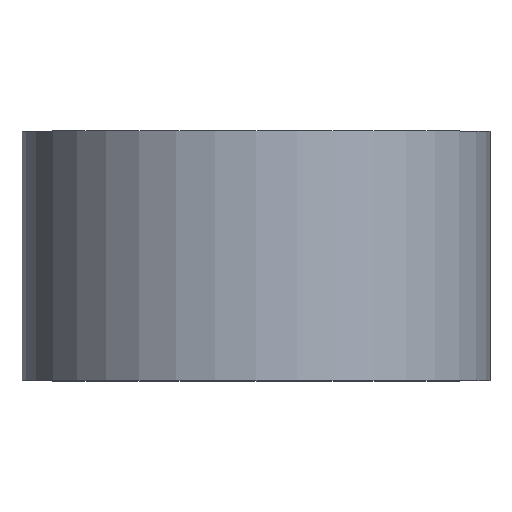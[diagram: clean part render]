
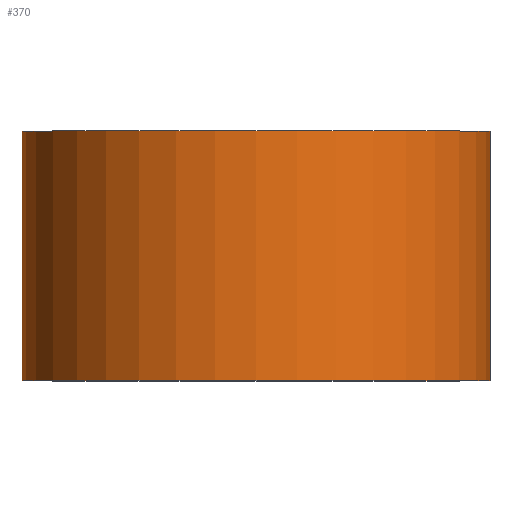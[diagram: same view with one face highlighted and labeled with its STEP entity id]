
A CAD part, top view. The second image highlights one B-rep face of the part: STEP entity #370.
In plain terms, the highlighted cylindrical face has radius 10.5 mm (diameter 21 mm), a full revolution.
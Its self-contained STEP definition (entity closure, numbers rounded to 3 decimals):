
#370 = ADVANCED_FACE( '', ( #891, #892 ), #893, .T. );
#891 = FACE_OUTER_BOUND( '', #1978, .T. );
#892 = FACE_OUTER_BOUND( '', #1979, .T. );
#893 = CYLINDRICAL_SURFACE( '', #1980, 10.5 );
#1978 = EDGE_LOOP( '', ( #12456 ) );
#1979 = EDGE_LOOP( '', ( #12457 ) );
#1980 = AXIS2_PLACEMENT_3D( '', #12458, #12459, #12460 );
#12456 = ORIENTED_EDGE( '', *, *, #13526, .T. );
#12457 = ORIENTED_EDGE( '', *, *, #13527, .F. );
#12458 = CARTESIAN_POINT( '', ( 0., -5.6, 0. ) );
#12459 = DIRECTION( '', ( 0., -1., 0. ) );
#12460 = DIRECTION( '', ( 0., 0., 1. ) );
#13526 = EDGE_CURVE( '', #13982, #13982, #13983, .T. );
#13527 = EDGE_CURVE( '', #13984, #13984, #13985, .T. );
#13982 = VERTEX_POINT( '', #14614 );
#13983 = CIRCLE( '', #14615, 10.5 );
#13984 = VERTEX_POINT( '', #14616 );
#13985 = CIRCLE( '', #14617, 10.5 );
#14614 = CARTESIAN_POINT( '', ( 10.5, -5.6, 0. ) );
#14615 = AXIS2_PLACEMENT_3D( '', #15261, #15262, #15263 );
#14616 = CARTESIAN_POINT( '', ( 10.5, 5.6, 0. ) );
#14617 = AXIS2_PLACEMENT_3D( '', #15264, #15265, #15266 );
#15261 = CARTESIAN_POINT( '', ( 0., -5.6, 0. ) );
#15262 = DIRECTION( '', ( 0., 1., 0. ) );
#15263 = DIRECTION( '', ( 1., 0., 0. ) );
#15264 = CARTESIAN_POINT( '', ( 0., 5.6, 0. ) );
#15265 = DIRECTION( '', ( 0., 1., 0. ) );
#15266 = DIRECTION( '', ( 1., 0., 0. ) );
